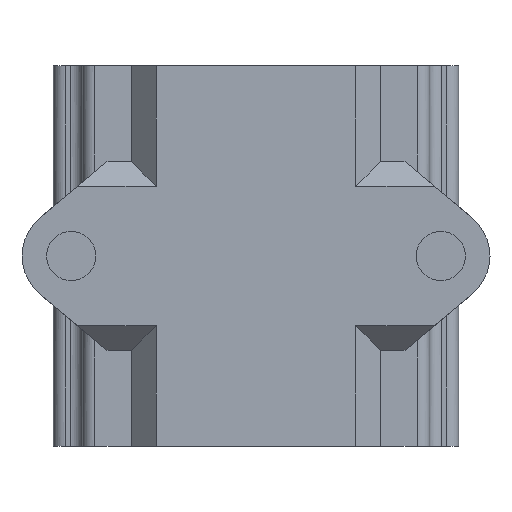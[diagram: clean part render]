
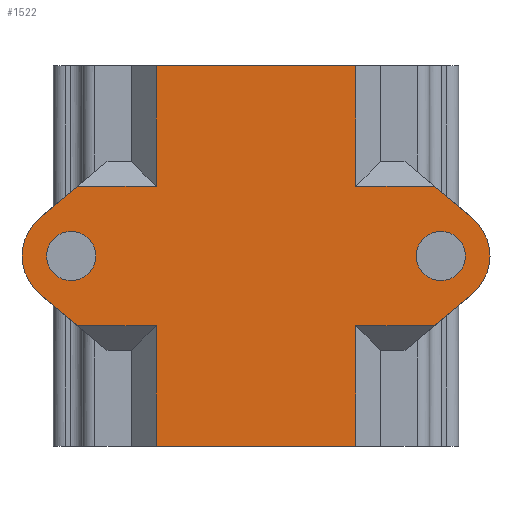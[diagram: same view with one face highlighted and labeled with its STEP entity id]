
A CAD part, front view. The second image highlights one B-rep face of the part: STEP entity #1522.
In plain terms, the highlighted planar face has unit normal (0, -1, 0).
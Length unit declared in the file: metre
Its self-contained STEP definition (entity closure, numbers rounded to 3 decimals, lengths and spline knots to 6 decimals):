
#48=CIRCLE('',#1621,0.004);
#49=CIRCLE('',#1622,0.004);
#50=CIRCLE('',#1623,0.002);
#51=CIRCLE('',#1624,0.002);
#84=ORIENTED_EDGE('',*,*,#542,.F.);
#85=ORIENTED_EDGE('',*,*,#543,.T.);
#86=ORIENTED_EDGE('',*,*,#544,.T.);
#87=ORIENTED_EDGE('',*,*,#545,.T.);
#88=ORIENTED_EDGE('',*,*,#546,.F.);
#89=ORIENTED_EDGE('',*,*,#547,.F.);
#90=ORIENTED_EDGE('',*,*,#548,.T.);
#91=ORIENTED_EDGE('',*,*,#549,.T.);
#92=ORIENTED_EDGE('',*,*,#550,.T.);
#93=ORIENTED_EDGE('',*,*,#551,.T.);
#94=ORIENTED_EDGE('',*,*,#552,.T.);
#95=ORIENTED_EDGE('',*,*,#553,.T.);
#96=ORIENTED_EDGE('',*,*,#554,.T.);
#97=ORIENTED_EDGE('',*,*,#555,.F.);
#98=ORIENTED_EDGE('',*,*,#556,.T.);
#99=ORIENTED_EDGE('',*,*,#557,.T.);
#100=ORIENTED_EDGE('',*,*,#558,.T.);
#101=ORIENTED_EDGE('',*,*,#559,.F.);
#542=EDGE_CURVE('',#771,#772,#921,.T.);
#543=EDGE_CURVE('',#771,#773,#922,.T.);
#544=EDGE_CURVE('',#773,#774,#923,.T.);
#545=EDGE_CURVE('',#774,#775,#924,.T.);
#546=EDGE_CURVE('',#776,#775,#48,.T.);
#547=EDGE_CURVE('',#777,#776,#925,.T.);
#548=EDGE_CURVE('',#777,#778,#926,.T.);
#549=EDGE_CURVE('',#778,#779,#927,.T.);
#550=EDGE_CURVE('',#779,#780,#928,.T.);
#551=EDGE_CURVE('',#780,#781,#929,.T.);
#552=EDGE_CURVE('',#781,#782,#930,.T.);
#553=EDGE_CURVE('',#782,#783,#931,.T.);
#554=EDGE_CURVE('',#783,#784,#49,.T.);
#555=EDGE_CURVE('',#785,#784,#932,.T.);
#556=EDGE_CURVE('',#785,#786,#933,.T.);
#557=EDGE_CURVE('',#786,#772,#934,.T.);
#558=EDGE_CURVE('',#787,#787,#50,.F.);
#559=EDGE_CURVE('',#788,#788,#51,.T.);
#771=VERTEX_POINT('',#2205);
#772=VERTEX_POINT('',#2206);
#773=VERTEX_POINT('',#2208);
#774=VERTEX_POINT('',#2210);
#775=VERTEX_POINT('',#2212);
#776=VERTEX_POINT('',#2214);
#777=VERTEX_POINT('',#2216);
#778=VERTEX_POINT('',#2218);
#779=VERTEX_POINT('',#2220);
#780=VERTEX_POINT('',#2222);
#781=VERTEX_POINT('',#2224);
#782=VERTEX_POINT('',#2226);
#783=VERTEX_POINT('',#2228);
#784=VERTEX_POINT('',#2230);
#785=VERTEX_POINT('',#2232);
#786=VERTEX_POINT('',#2234);
#787=VERTEX_POINT('',#2237);
#788=VERTEX_POINT('',#2239);
#921=LINE('',#2204,#1102);
#922=LINE('',#2207,#1103);
#923=LINE('',#2209,#1104);
#924=LINE('',#2211,#1105);
#925=LINE('',#2215,#1106);
#926=LINE('',#2217,#1107);
#927=LINE('',#2219,#1108);
#928=LINE('',#2221,#1109);
#929=LINE('',#2223,#1110);
#930=LINE('',#2225,#1111);
#931=LINE('',#2227,#1112);
#932=LINE('',#2231,#1113);
#933=LINE('',#2233,#1114);
#934=LINE('',#2235,#1115);
#1102=VECTOR('',#1757,1.);
#1103=VECTOR('',#1758,1.);
#1104=VECTOR('',#1759,1.);
#1105=VECTOR('',#1760,1.);
#1106=VECTOR('',#1763,1.);
#1107=VECTOR('',#1764,1.);
#1108=VECTOR('',#1765,1.);
#1109=VECTOR('',#1766,1.);
#1110=VECTOR('',#1767,1.);
#1111=VECTOR('',#1768,1.);
#1112=VECTOR('',#1769,1.);
#1113=VECTOR('',#1772,1.);
#1114=VECTOR('',#1773,1.);
#1115=VECTOR('',#1774,1.);
#1283=EDGE_LOOP('',(#84,#85,#86,#87,#88,#89,#90,#91,#92,#93,#94,#95,#96,
#97,#98,#99));
#1284=EDGE_LOOP('',(#100));
#1285=EDGE_LOOP('',(#101));
#1372=FACE_BOUND('',#1283,.T.);
#1373=FACE_BOUND('',#1284,.T.);
#1374=FACE_BOUND('',#1285,.T.);
#1461=PLANE('',#1620);
#1522=ADVANCED_FACE('',(#1372,#1373,#1374),#1461,.T.);
#1620=AXIS2_PLACEMENT_3D('',#2203,#1755,#1756);
#1621=AXIS2_PLACEMENT_3D('',#2213,#1761,#1762);
#1622=AXIS2_PLACEMENT_3D('',#2229,#1770,#1771);
#1623=AXIS2_PLACEMENT_3D('',#2236,#1775,#1776);
#1624=AXIS2_PLACEMENT_3D('',#2238,#1777,#1778);
#1755=DIRECTION('',(0.,-1.,0.));
#1756=DIRECTION('',(1.,0.,0.));
#1757=DIRECTION('',(-1.,0.,0.));
#1758=DIRECTION('',(0.,0.,1.));
#1759=DIRECTION('',(1.,0.,0.));
#1760=DIRECTION('',(0.766,0.,0.643));
#1761=DIRECTION('',(0.,1.,0.));
#1762=DIRECTION('',(0.,0.,-1.));
#1763=DIRECTION('',(0.766,0.,-0.643));
#1764=DIRECTION('',(-1.,0.,0.));
#1765=DIRECTION('',(0.,0.,1.));
#1766=DIRECTION('',(-1.,0.,0.));
#1767=DIRECTION('',(0.,0.,-1.));
#1768=DIRECTION('',(-1.,0.,0.));
#1769=DIRECTION('',(-0.766,0.,-0.643));
#1770=DIRECTION('',(0.,-1.,0.));
#1771=DIRECTION('',(0.,0.,-1.));
#1772=DIRECTION('',(-0.766,0.,0.643));
#1773=DIRECTION('',(1.,0.,0.));
#1774=DIRECTION('',(0.,0.,-1.));
#1775=DIRECTION('',(0.,-1.,0.));
#1776=DIRECTION('',(0.,0.,-1.));
#1777=DIRECTION('',(0.,-1.,0.));
#1778=DIRECTION('',(0.,0.,-1.));
#2203=CARTESIAN_POINT('',(0.005694,-0.002,0.01545));
#2204=CARTESIAN_POINT('',(0.,-0.002,0.));
#2205=CARTESIAN_POINT('',(0.0081,-0.002,0.));
#2206=CARTESIAN_POINT('',(-0.0081,-0.002,0.));
#2207=CARTESIAN_POINT('',(0.0081,-0.002,0.01545));
#2208=CARTESIAN_POINT('',(0.0081,-0.002,0.009795));
#2209=CARTESIAN_POINT('',(0.0121,-0.002,0.009795));
#2210=CARTESIAN_POINT('',(0.014484,-0.002,0.009795));
#2211=CARTESIAN_POINT('',(0.014836,-0.002,0.01009));
#2212=CARTESIAN_POINT('',(0.017571,-0.002,0.012386));
#2213=CARTESIAN_POINT('',(0.015,-0.002,0.01545));
#2214=CARTESIAN_POINT('',(0.017571,-0.002,0.018514));
#2215=CARTESIAN_POINT('',(0.014836,-0.002,0.02081));
#2216=CARTESIAN_POINT('',(0.014484,-0.002,0.021105));
#2217=CARTESIAN_POINT('',(0.005694,-0.002,0.021105));
#2218=CARTESIAN_POINT('',(0.0081,-0.002,0.021105));
#2219=CARTESIAN_POINT('',(0.0081,-0.002,0.01545));
#2220=CARTESIAN_POINT('',(0.0081,-0.002,0.0309));
#2221=CARTESIAN_POINT('',(0.,-0.002,0.0309));
#2222=CARTESIAN_POINT('',(-0.0081,-0.002,0.0309));
#2223=CARTESIAN_POINT('',(-0.0081,-0.002,0.023105));
#2224=CARTESIAN_POINT('',(-0.0081,-0.002,0.021105));
#2225=CARTESIAN_POINT('',(0.005694,-0.002,0.021105));
#2226=CARTESIAN_POINT('',(-0.014484,-0.002,0.021105));
#2227=CARTESIAN_POINT('',(-0.014836,-0.002,0.02081));
#2228=CARTESIAN_POINT('',(-0.017571,-0.002,0.018514));
#2229=CARTESIAN_POINT('',(-0.015,-0.002,0.01545));
#2230=CARTESIAN_POINT('',(-0.017571,-0.002,0.012386));
#2231=CARTESIAN_POINT('',(-0.014836,-0.002,0.01009));
#2232=CARTESIAN_POINT('',(-0.014484,-0.002,0.009795));
#2233=CARTESIAN_POINT('',(-0.0101,-0.002,0.009795));
#2234=CARTESIAN_POINT('',(-0.0081,-0.002,0.009795));
#2235=CARTESIAN_POINT('',(-0.0081,-0.002,0.));
#2236=CARTESIAN_POINT('',(0.015,-0.002,0.01545));
#2237=CARTESIAN_POINT('',(0.015,-0.002,0.01345));
#2238=CARTESIAN_POINT('',(-0.015,-0.002,0.01545));
#2239=CARTESIAN_POINT('',(-0.015,-0.002,0.01345));
